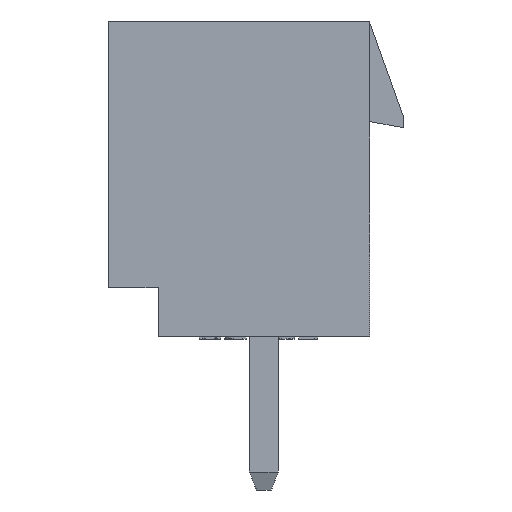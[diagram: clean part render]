
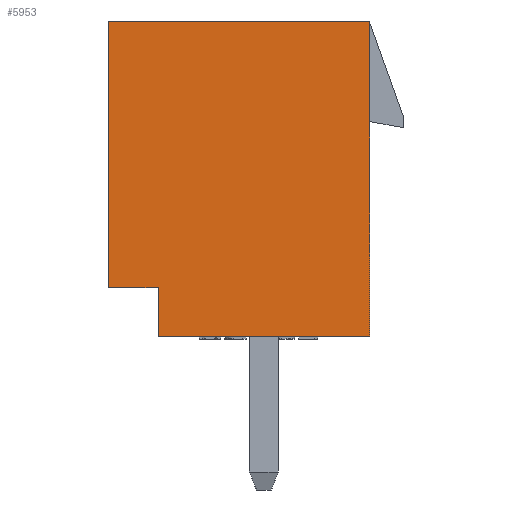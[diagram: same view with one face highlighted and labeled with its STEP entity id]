
A CAD part, left-side view. The second image highlights one B-rep face of the part: STEP entity #5953.
In plain terms, the highlighted planar face has unit normal (-1, 0, 0).
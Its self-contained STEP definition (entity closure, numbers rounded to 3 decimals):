
#1 = ORIENTED_EDGE ( 'NONE', *, *, #3300, .F. ) ;
#359 = EDGE_CURVE ( 'NONE', #10516, #4394, #3052, .T. ) ;
#721 = VECTOR ( 'NONE', #1875, 1000. ) ;
#879 = CARTESIAN_POINT ( 'NONE',  ( -12.5, 3.421, 1.2 ) ) ;
#1041 = VECTOR ( 'NONE', #5495, 1000. ) ;
#1199 = CARTESIAN_POINT ( 'NONE',  ( -12.5, 3.421, 1.2 ) ) ;
#1304 = LINE ( 'NONE', #1199, #1041 ) ;
#1362 = CARTESIAN_POINT ( 'NONE',  ( -12.5, -2.379, 0.1 ) ) ;
#1607 = LINE ( 'NONE', #3456, #2598 ) ;
#1650 = CARTESIAN_POINT ( 'NONE',  ( -12.5, 3.421, 7.1 ) ) ;
#1734 = VERTEX_POINT ( 'NONE', #4614 ) ;
#1875 = DIRECTION ( 'NONE',  ( 0., -1., 0. ) ) ;
#2106 = CARTESIAN_POINT ( 'NONE',  ( -12.5, 2.321, 0.1 ) ) ;
#2154 = LINE ( 'NONE', #2106, #9305 ) ;
#2378 = EDGE_CURVE ( 'NONE', #3811, #1734, #1607, .T. ) ;
#2496 = EDGE_LOOP ( 'NONE', ( #1, #3572, #4779, #6097, #5885, #7636 ) ) ;
#2598 = VECTOR ( 'NONE', #3400, 1000. ) ;
#3052 = LINE ( 'NONE', #10484, #8580 ) ;
#3103 = DIRECTION ( 'NONE',  ( 0., -1., 0. ) ) ;
#3191 = CARTESIAN_POINT ( 'NONE',  ( -12.5, 3.421, 0.1 ) ) ;
#3300 = EDGE_CURVE ( 'NONE', #3699, #1734, #2154, .T. ) ;
#3400 = DIRECTION ( 'NONE',  ( 0., -1., 0. ) ) ;
#3456 = CARTESIAN_POINT ( 'NONE',  ( -12.5, 3.421, 1.2 ) ) ;
#3572 = ORIENTED_EDGE ( 'NONE', *, *, #4686, .T. ) ;
#3668 = LINE ( 'NONE', #4326, #721 ) ;
#3699 = VERTEX_POINT ( 'NONE', #8230 ) ;
#3760 = LINE ( 'NONE', #1362, #9811 ) ;
#3811 = VERTEX_POINT ( 'NONE', #879 ) ;
#3950 = EDGE_CURVE ( 'NONE', #4116, #4394, #3760, .T. ) ;
#4116 = VERTEX_POINT ( 'NONE', #10646 ) ;
#4326 = CARTESIAN_POINT ( 'NONE',  ( -12.5, 2.321, 0.1 ) ) ;
#4394 = VERTEX_POINT ( 'NONE', #7052 ) ;
#4614 = CARTESIAN_POINT ( 'NONE',  ( -12.5, 2.321, 1.2 ) ) ;
#4686 = EDGE_CURVE ( 'NONE', #3699, #4116, #3668, .T. ) ;
#4779 = ORIENTED_EDGE ( 'NONE', *, *, #3950, .T. ) ;
#5495 = DIRECTION ( 'NONE',  ( 0., 0., 1. ) ) ;
#5582 = DIRECTION ( 'NONE',  ( 0., 0., 1. ) ) ;
#5885 = ORIENTED_EDGE ( 'NONE', *, *, #6605, .F. ) ;
#5953 = ADVANCED_FACE ( 'NONE', ( #9860 ), #6388, .T. ) ;
#6097 = ORIENTED_EDGE ( 'NONE', *, *, #359, .F. ) ;
#6388 = PLANE ( 'NONE',  #9874 ) ;
#6605 = EDGE_CURVE ( 'NONE', #3811, #10516, #1304, .T. ) ;
#7052 = CARTESIAN_POINT ( 'NONE',  ( -12.5, -2.379, 7.1 ) ) ;
#7636 = ORIENTED_EDGE ( 'NONE', *, *, #2378, .T. ) ;
#7891 = DIRECTION ( 'NONE',  ( 0., 0., 1. ) ) ;
#8230 = CARTESIAN_POINT ( 'NONE',  ( -12.5, 2.321, 0.1 ) ) ;
#8580 = VECTOR ( 'NONE', #3103, 1000. ) ;
#8775 = DIRECTION ( 'NONE',  ( 0., 0., 1. ) ) ;
#9305 = VECTOR ( 'NONE', #8775, 1000. ) ;
#9811 = VECTOR ( 'NONE', #7891, 1000. ) ;
#9860 = FACE_OUTER_BOUND ( 'NONE', #2496, .T. ) ;
#9874 = AXIS2_PLACEMENT_3D ( 'NONE', #3191, #10462, #5582 ) ;
#10462 = DIRECTION ( 'NONE',  ( -1., 0., 0. ) ) ;
#10484 = CARTESIAN_POINT ( 'NONE',  ( -12.5, 3.421, 7.1 ) ) ;
#10516 = VERTEX_POINT ( 'NONE', #1650 ) ;
#10646 = CARTESIAN_POINT ( 'NONE',  ( -12.5, -2.379, 0.1 ) ) ;
